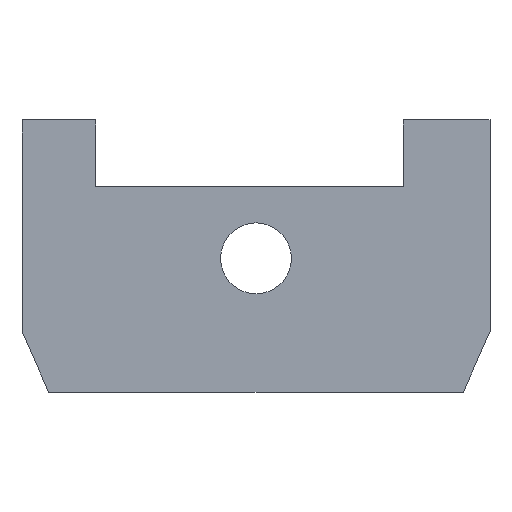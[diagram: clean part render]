
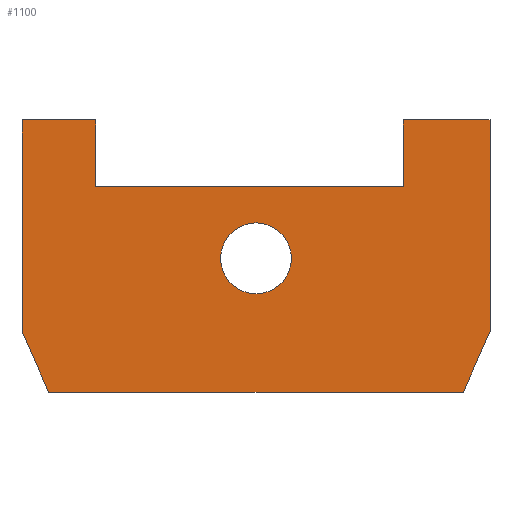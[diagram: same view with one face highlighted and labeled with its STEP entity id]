
A CAD part, front view. The second image highlights one B-rep face of the part: STEP entity #1100.
In plain terms, the highlighted planar face has unit normal (0, -1, 0).
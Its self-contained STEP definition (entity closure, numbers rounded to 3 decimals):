
#31=FACE_BOUND('',#132,.T.);
#41=CIRCLE('',#1178,2.65);
#70=FACE_OUTER_BOUND('',#131,.T.);
#131=EDGE_LOOP('',(#820,#821,#822,#823,#824,#825,#826,#827,#828,#829));
#132=EDGE_LOOP('',(#830));
#191=LINE('',#1556,#330);
#244=LINE('',#1674,#383);
#247=LINE('',#1680,#386);
#249=LINE('',#1683,#388);
#250=LINE('',#1685,#389);
#251=LINE('',#1687,#390);
#252=LINE('',#1688,#391);
#253=LINE('',#1690,#392);
#254=LINE('',#1692,#393);
#255=LINE('',#1693,#394);
#330=VECTOR('',#1253,10.);
#383=VECTOR('',#1340,10.);
#386=VECTOR('',#1345,10.);
#388=VECTOR('',#1349,10.);
#389=VECTOR('',#1350,10.);
#390=VECTOR('',#1351,10.);
#391=VECTOR('',#1352,10.);
#392=VECTOR('',#1353,10.);
#393=VECTOR('',#1354,10.);
#394=VECTOR('',#1355,10.);
#467=VERTEX_POINT('',#1553);
#468=VERTEX_POINT('',#1555);
#515=VERTEX_POINT('',#1671);
#516=VERTEX_POINT('',#1673);
#517=VERTEX_POINT('',#1677);
#518=VERTEX_POINT('',#1679);
#519=VERTEX_POINT('',#1684);
#520=VERTEX_POINT('',#1686);
#521=VERTEX_POINT('',#1689);
#522=VERTEX_POINT('',#1691);
#523=VERTEX_POINT('',#1694);
#573=EDGE_CURVE('',#467,#468,#191,.T.);
#632=EDGE_CURVE('',#515,#516,#244,.T.);
#635=EDGE_CURVE('',#517,#518,#247,.T.);
#637=EDGE_CURVE('',#516,#517,#249,.T.);
#638=EDGE_CURVE('',#515,#519,#250,.T.);
#639=EDGE_CURVE('',#520,#519,#251,.T.);
#640=EDGE_CURVE('',#468,#520,#252,.T.);
#641=EDGE_CURVE('',#467,#521,#253,.T.);
#642=EDGE_CURVE('',#522,#521,#254,.T.);
#643=EDGE_CURVE('',#518,#522,#255,.T.);
#644=EDGE_CURVE('',#523,#523,#41,.T.);
#820=ORIENTED_EDGE('',*,*,#635,.F.);
#821=ORIENTED_EDGE('',*,*,#637,.F.);
#822=ORIENTED_EDGE('',*,*,#632,.F.);
#823=ORIENTED_EDGE('',*,*,#638,.T.);
#824=ORIENTED_EDGE('',*,*,#639,.F.);
#825=ORIENTED_EDGE('',*,*,#640,.F.);
#826=ORIENTED_EDGE('',*,*,#573,.F.);
#827=ORIENTED_EDGE('',*,*,#641,.T.);
#828=ORIENTED_EDGE('',*,*,#642,.F.);
#829=ORIENTED_EDGE('',*,*,#643,.F.);
#830=ORIENTED_EDGE('',*,*,#644,.F.);
#1053=PLANE('',#1177);
#1100=ADVANCED_FACE('',(#70,#31),#1053,.F.);
#1177=AXIS2_PLACEMENT_3D('',#1682,#1347,#1348);
#1178=AXIS2_PLACEMENT_3D('',#1695,#1356,#1357);
#1253=DIRECTION('',(1.,0.,0.));
#1340=DIRECTION('',(-0.406,0.,-0.914));
#1345=DIRECTION('',(-0.406,0.,0.914));
#1347=DIRECTION('center_axis',(0.,1.,0.));
#1348=DIRECTION('ref_axis',(1.,0.,0.));
#1349=DIRECTION('',(-1.,0.,0.));
#1350=DIRECTION('',(0.,0.,1.));
#1351=DIRECTION('',(1.,0.,0.));
#1352=DIRECTION('',(0.,0.,1.));
#1353=DIRECTION('',(0.,0.,1.));
#1354=DIRECTION('',(1.,0.,0.));
#1355=DIRECTION('',(0.,0.,1.));
#1356=DIRECTION('center_axis',(0.,-1.,0.));
#1357=DIRECTION('ref_axis',(1.,0.,0.));
#1553=CARTESIAN_POINT('',(-12.,0.,15.35));
#1555=CARTESIAN_POINT('',(11.,0.,15.35));
#1556=CARTESIAN_POINT('',(-17.5,0.,15.35));
#1671=CARTESIAN_POINT('',(17.5,0.,4.5));
#1673=CARTESIAN_POINT('',(15.5,0.,0.));
#1674=CARTESIAN_POINT('',(15.649,0.,0.336));
#1677=CARTESIAN_POINT('',(-15.5,0.,0.));
#1679=CARTESIAN_POINT('',(-17.5,0.,4.5));
#1680=CARTESIAN_POINT('',(-15.649,0.,0.336));
#1682=CARTESIAN_POINT('Origin',(0.,0.,5.));
#1683=CARTESIAN_POINT('',(17.5,0.,0.));
#1684=CARTESIAN_POINT('',(17.5,0.,20.35));
#1685=CARTESIAN_POINT('',(17.5,0.,15.35));
#1686=CARTESIAN_POINT('',(11.,0.,20.35));
#1687=CARTESIAN_POINT('',(-17.5,0.,20.35));
#1688=CARTESIAN_POINT('',(11.,0.,15.35));
#1689=CARTESIAN_POINT('',(-12.,0.,20.35));
#1690=CARTESIAN_POINT('',(-12.,0.,15.35));
#1691=CARTESIAN_POINT('',(-17.5,0.,20.35));
#1692=CARTESIAN_POINT('',(-17.5,0.,20.35));
#1693=CARTESIAN_POINT('',(-17.5,0.,0.));
#1694=CARTESIAN_POINT('',(-2.65,0.,10.));
#1695=CARTESIAN_POINT('Origin',(0.,0.,10.));
